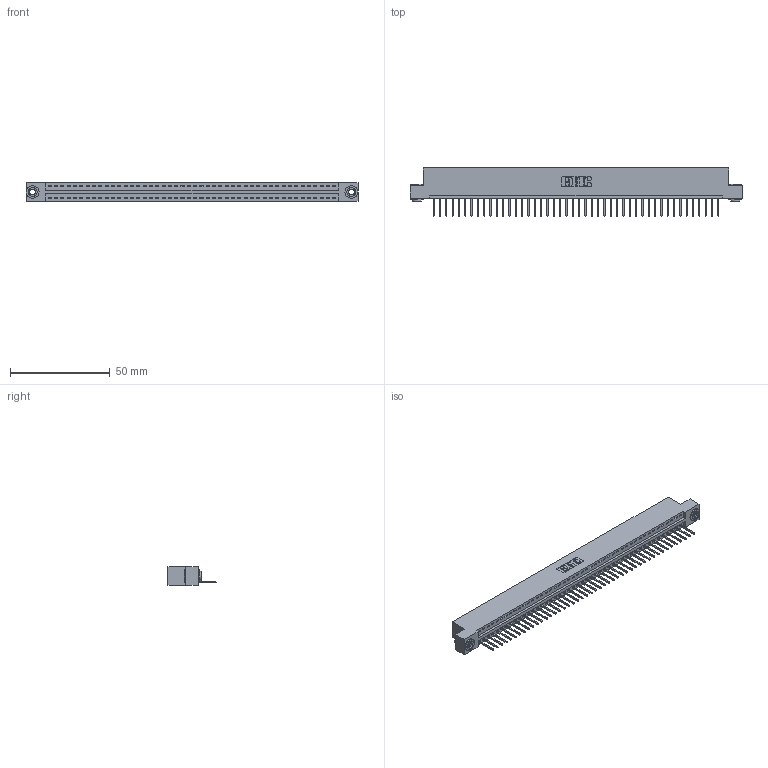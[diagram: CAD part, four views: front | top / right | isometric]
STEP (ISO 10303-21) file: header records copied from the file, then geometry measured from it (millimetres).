
FILE_DESCRIPTION (( 'STEP AP203' ), '1' );
FILE_NAME ('396-046-526-103.STEP', '2019-10-28T03:22:17', ( '' ), ( '' ), 'SwSTEP 2.0', 'SolidWorks 2016', '' );
FILE_SCHEMA (( 'CONFIG_CONTROL_DESIGN' ));
Length unit declared in the file: inch
Products named in the file (4): 396-046-526-103; 345-250-002_345-250-002-102; 346 Part_Flush Mounting Lugs - 0.156 Dia-TH; 345-292-001_345-293-126
Assembly tree (49 placements, depth 2):
  396-046-526-103
    346 Part_Flush Mounting Lugs - 0.156 Dia-TH
    345-292-001_345-293-126  x46
    345-250-002_345-250-002-102  x2
Bounding box: 166.62 x 24.13 x 9.4 mm (x, y, z)
Volume: 15959.9 mm3; surface area: 20165.4 mm2
Topology: 49 solids, 49 shells, 2828 faces, 8501 edges, 5602 vertices
Faces by surface type: plane 1926, cylinder 894, cone 8
Entity records: 28678 total; most frequent: CARTESIAN_POINT 4893, ORIENTED_EDGE 4866, DIRECTION 4343, EDGE_CURVE 2433, VECTOR 2093, LINE 2093, VERTEX_POINT 1618, AXIS2_PLACEMENT_3D 1125
